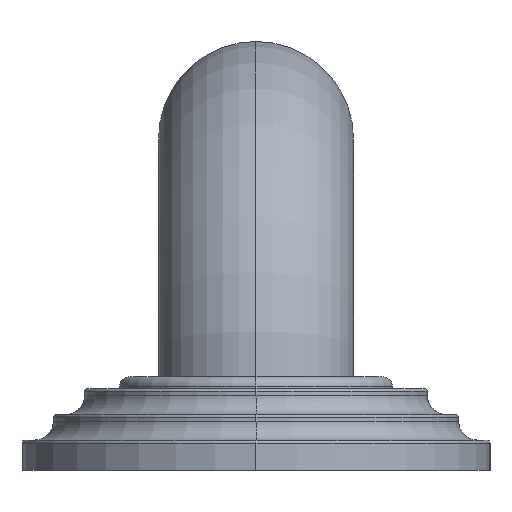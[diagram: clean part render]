
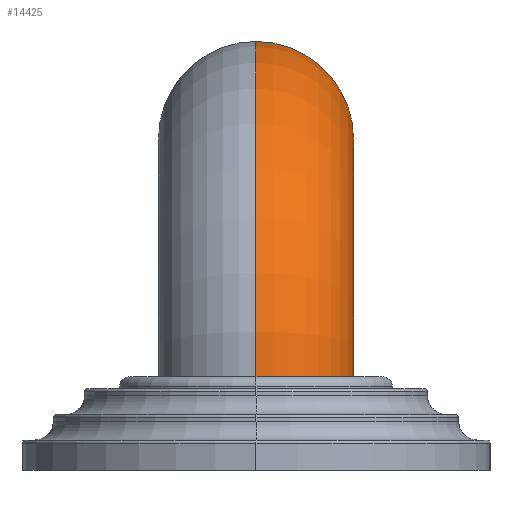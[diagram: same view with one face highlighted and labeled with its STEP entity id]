
A CAD part, left-side view. The second image highlights one B-rep face of the part: STEP entity #14425.
In plain terms, the highlighted toroidal (fillet/blend) face has major radius 41.275 mm and minor radius 15.875 mm.
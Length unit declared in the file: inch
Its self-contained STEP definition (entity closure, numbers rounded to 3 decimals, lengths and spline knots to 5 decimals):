
#14137=CARTESIAN_POINT('',(-8.,0.,-1.625));
#14138=DIRECTION('',(0.,0.,1.));
#14139=DIRECTION('',(-1.,0.,0.));
#14140=AXIS2_PLACEMENT_3D('',#14137,#14138,#14139);
#14142=CARTESIAN_POINT('',(-6.375,0.,-1.625));
#14143=DIRECTION('',(0.,1.,0.));
#14144=DIRECTION('',(-1.,0.,0.));
#14145=AXIS2_PLACEMENT_3D('',#14142,#14143,#14144);
#14152=CARTESIAN_POINT('',(-6.375,0.,-1.625));
#14153=DIRECTION('',(0.,1.,0.));
#14154=DIRECTION('',(-1.,0.,0.));
#14155=AXIS2_PLACEMENT_3D('',#14152,#14153,#14154);
#14166=CARTESIAN_POINT('',(-6.375,0.,0.));
#14167=DIRECTION('',(1.,0.,0.));
#14168=DIRECTION('',(0.,0.,1.));
#14169=AXIS2_PLACEMENT_3D('',#14166,#14167,#14168);
#14325=CARTESIAN_POINT('',(-7.375,0.,-1.625));
#14326=CARTESIAN_POINT('',(-8.625,0.,-1.625));
#14327=VERTEX_POINT('',#14325);
#14328=VERTEX_POINT('',#14326);
#14333=CARTESIAN_POINT('',(-6.375,0.,-0.625));
#14334=CARTESIAN_POINT('',(-6.375,0.,0.625));
#14335=VERTEX_POINT('',#14333);
#14336=VERTEX_POINT('',#14334);
#14411=CARTESIAN_POINT('',(-6.375,0.,-1.625));
#14412=DIRECTION('',(0.,1.,0.));
#14413=DIRECTION('',(1.,0.,0.));
#14414=AXIS2_PLACEMENT_3D('',#14411,#14412,#14413);
#14415=TOROIDAL_SURFACE('',#14414,1.625,0.625);
#14416=ORIENTED_EDGE('',*,*,#14405,.F.);
#14418=ORIENTED_EDGE('',*,*,#14417,.T.);
#14420=ORIENTED_EDGE('',*,*,#14419,.T.);
#14422=ORIENTED_EDGE('',*,*,#14421,.F.);
#14423=EDGE_LOOP('',(#14416,#14418,#14420,#14422));
#14424=FACE_OUTER_BOUND('',#14423,.F.);
#14425=ADVANCED_FACE('',(#14424),#14415,.T.);
#14141=CIRCLE('',#14140,0.625);
#14146=CIRCLE('',#14145,2.25);
#14156=CIRCLE('',#14155,1.);
#14170=CIRCLE('',#14169,0.625);
#14405=EDGE_CURVE('',#14328,#14327,#14141,.T.);
#14417=EDGE_CURVE('',#14328,#14336,#14146,.T.);
#14419=EDGE_CURVE('',#14336,#14335,#14170,.T.);
#14421=EDGE_CURVE('',#14327,#14335,#14156,.T.);
